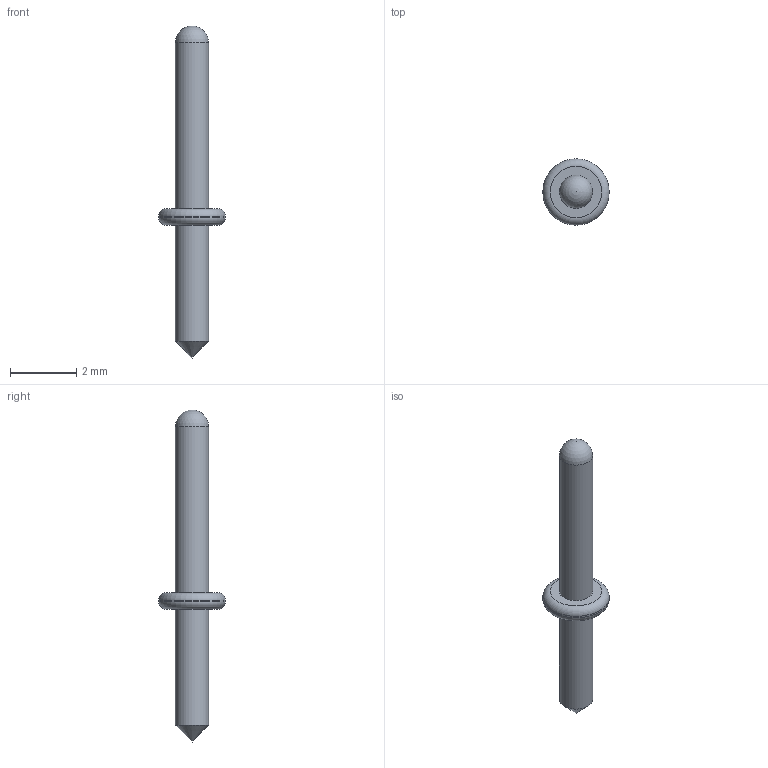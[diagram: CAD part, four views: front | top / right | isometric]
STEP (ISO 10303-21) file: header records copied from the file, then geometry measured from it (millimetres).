
FILE_DESCRIPTION(('FreeCAD Model'),'2;1');
FILE_NAME( 'Terminal_Pin_D1.0_L10.0_PL4.0.step', '2019-08-18T02:05:33',('Author'),(''), 'Open CASCADE STEP processor 6.8','FreeCAD','Unknown');
FILE_SCHEMA(('AUTOMOTIVE_DESIGN_CC2 { 1 2 10303 214 -1 1 5 4 }'));
Length unit declared in the file: millimetre
Products named in the file (1): Terminal_Pin_D1.0_L10.0_PL4.0
Bounding box: 2 x 2 x 10 mm (x, y, z)
Volume: 8.5 mm3; surface area: 36 mm2
Topology: 1 solids, 1 shells, 9 faces, 17 edges, 10 vertices
Faces by surface type: cylinder 3, torus 2, plane 2, cone 1, sphere 1
Full cylindrical faces by diameter (mm): 1 x2, 2 x1
Entity records: 295 total; most frequent: DIRECTION 46, CARTESIAN_POINT 35, ORIENTED_EDGE 30, AXIS2_PLACEMENT_3D 21, EDGE_CURVE 15, FACE_BOUND 11, EDGE_LOOP 11, CIRCLE 11
